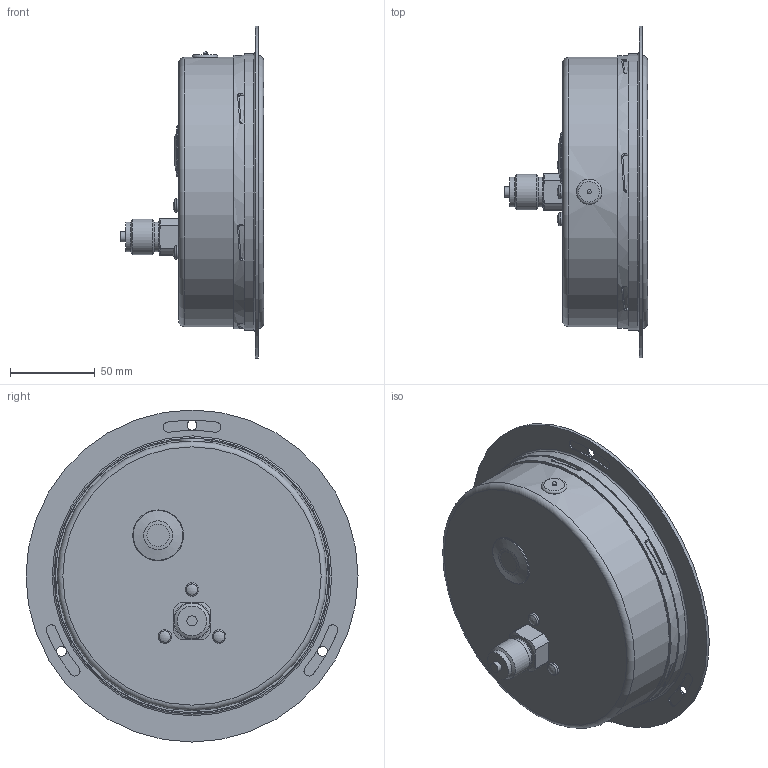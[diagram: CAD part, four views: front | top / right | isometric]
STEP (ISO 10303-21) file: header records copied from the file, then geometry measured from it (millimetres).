
FILE_DESCRIPTION(/* description */ (''),/* implementation_level */ '2;1');
FILE_NAME(/* name */ 'RF160I_D431_853XX431.stp',/* time_stamp */ '2018-01-25T12:13:50+01:00',/* author */ ('acgl'),/* organization */ (''),/* preprocessor_version */ 'ST-DEVELOPER v15.6',/* originating_system */ 'Autodesk Inventor 2015',/* authorisation */ '');
FILE_SCHEMA (('AUTOMOTIVE_DESIGN { 1 0 10303 214 3 1 1 }'));
Length unit declared in the file: centimetre
Products named in the file (1): RF160I_D431_853XX431
Bounding box: 84.5 x 196 x 196 mm (x, y, z)
Volume: 982257.2 mm3; surface area: 88139.1 mm2
Topology: 1 solids, 1 shells, 161 faces, 375 edges, 234 vertices
Faces by surface type: bspline 52, cylinder 50, plane 35, torus 10, cone 10, sphere 4
Full cylindrical faces by diameter (mm): 2.5 x1, 5.8 x3, 6 x1, 15 x1, 17.5 x2, 20.96 x1, 30 x1, 159 x1, 161.3 x1, 163 x1, 196 x1
Entity records: 6304 total; most frequent: CARTESIAN_POINT 2797, ORIENTED_EDGE 684, DIRECTION 588, EDGE_CURVE 340, AXIS2_PLACEMENT_3D 254, VERTEX_POINT 230, EDGE_LOOP 216, FACE_OUTER_BOUND 161
